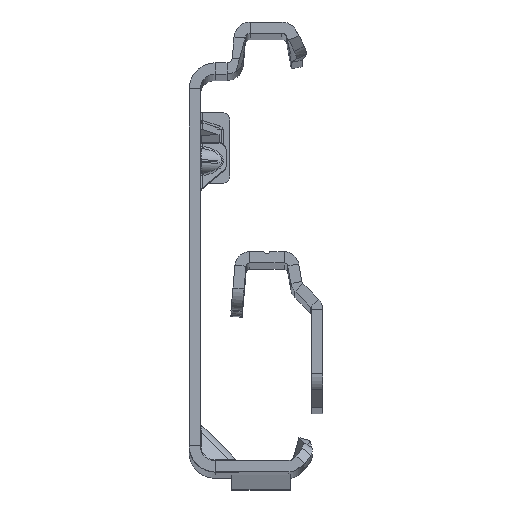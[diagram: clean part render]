
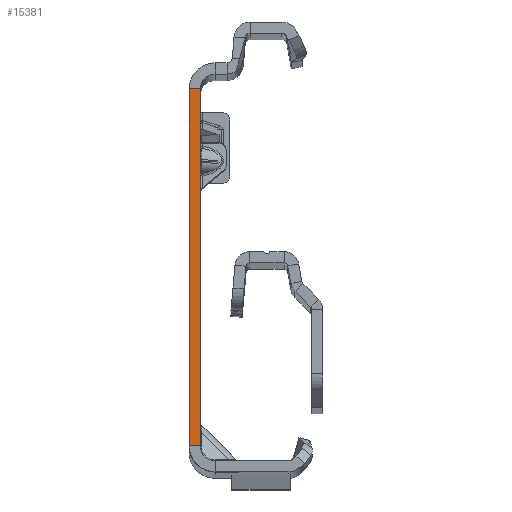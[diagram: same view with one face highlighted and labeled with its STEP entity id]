
A CAD part, top view. The second image highlights one B-rep face of the part: STEP entity #15381.
In plain terms, the highlighted planar face has unit normal (0, 0, 1).
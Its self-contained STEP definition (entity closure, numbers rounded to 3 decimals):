
#1831 = CARTESIAN_POINT ( 'NONE',  ( 0., -27.865, 0. ) ) ;
#2003 = VERTEX_POINT ( 'NONE', #5293 ) ;
#2559 = CARTESIAN_POINT ( 'NONE',  ( 0., -25.865, 0. ) ) ;
#2815 = DIRECTION ( 'NONE',  ( -1., 0., 0. ) ) ;
#3412 = LINE ( 'NONE', #12740, #5028 ) ;
#4040 = EDGE_CURVE ( 'NONE', #7431, #6355, #13915, .T. ) ;
#4474 = DIRECTION ( 'NONE',  ( 0., -1., 0. ) ) ;
#4697 = EDGE_CURVE ( 'NONE', #7431, #11739, #8841, .T. ) ;
#4849 = CARTESIAN_POINT ( 'NONE',  ( -1.5, -27.865, 0. ) ) ;
#5028 = VECTOR ( 'NONE', #5725, 1000. ) ;
#5293 = CARTESIAN_POINT ( 'NONE',  ( -1.5, -25.865, 0. ) ) ;
#5725 = DIRECTION ( 'NONE',  ( -1., 0., 0. ) ) ;
#5806 = ORIENTED_EDGE ( 'NONE', *, *, #14752, .T. ) ;
#6211 = ORIENTED_EDGE ( 'NONE', *, *, #4040, .F. ) ;
#6355 = VERTEX_POINT ( 'NONE', #2559 ) ;
#6721 = VECTOR ( 'NONE', #12950, 1000. ) ;
#7431 = VERTEX_POINT ( 'NONE', #12184 ) ;
#8170 = PLANE ( 'NONE',  #13718 ) ;
#8841 = LINE ( 'NONE', #13719, #15011 ) ;
#9789 = ORIENTED_EDGE ( 'NONE', *, *, #4697, .T. ) ;
#10221 = EDGE_LOOP ( 'NONE', ( #6211, #9789, #5806, #13834 ) ) ;
#10646 = FACE_OUTER_BOUND ( 'NONE', #10221, .T. ) ;
#10928 = VECTOR ( 'NONE', #4474, 1000. ) ;
#11529 = EDGE_CURVE ( 'NONE', #6355, #2003, #3412, .T. ) ;
#11739 = VERTEX_POINT ( 'NONE', #15026 ) ;
#12184 = CARTESIAN_POINT ( 'NONE',  ( 0., 22.135, 0. ) ) ;
#12740 = CARTESIAN_POINT ( 'NONE',  ( 0., -25.865, 0. ) ) ;
#12950 = DIRECTION ( 'NONE',  ( 0., -1., 0. ) ) ;
#13115 = DIRECTION ( 'NONE',  ( 1., 0., 0. ) ) ;
#13718 = AXIS2_PLACEMENT_3D ( 'NONE', #4849, #15500, #13115 ) ;
#13719 = CARTESIAN_POINT ( 'NONE',  ( 0., 22.135, 0. ) ) ;
#13834 = ORIENTED_EDGE ( 'NONE', *, *, #11529, .F. ) ;
#13915 = LINE ( 'NONE', #1831, #6721 ) ;
#14752 = EDGE_CURVE ( 'NONE', #11739, #2003, #15521, .T. ) ;
#15011 = VECTOR ( 'NONE', #2815, 1000. ) ;
#15026 = CARTESIAN_POINT ( 'NONE',  ( -1.5, 22.135, 0. ) ) ;
#15372 = CARTESIAN_POINT ( 'NONE',  ( -1.5, -27.865, 0. ) ) ;
#15381 = ADVANCED_FACE ( 'NONE', ( #10646 ), #8170, .T. ) ;
#15500 = DIRECTION ( 'NONE',  ( 0., 0., 1. ) ) ;
#15521 = LINE ( 'NONE', #15372, #10928 ) ;
